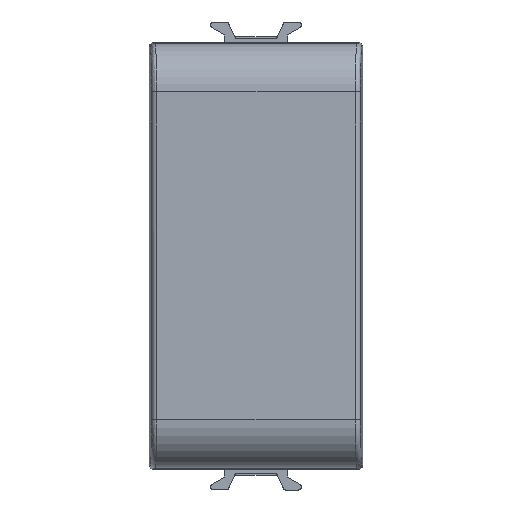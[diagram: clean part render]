
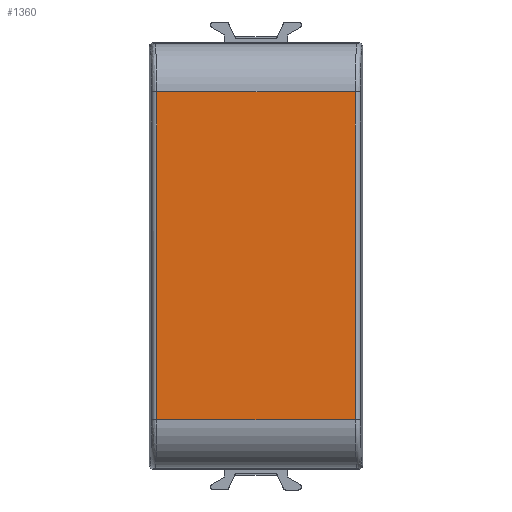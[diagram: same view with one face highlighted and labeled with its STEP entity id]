
A CAD part, top view. The second image highlights one B-rep face of the part: STEP entity #1360.
In plain terms, the highlighted planar face has unit normal (0, 0, 1).
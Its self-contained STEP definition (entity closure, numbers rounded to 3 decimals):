
#1340=AXIS2_PLACEMENT_3D('Plane Axis2P3D',#1337,#1338,#1339) ;
#799=CARTESIAN_POINT('Vertex',(-10.248,16.903,11.2)) ;
#832=CARTESIAN_POINT('Vertex',(-10.248,-16.903,11.2)) ;
#835=CARTESIAN_POINT('Line Origine',(-10.248,0.,11.2)) ;
#1315=CARTESIAN_POINT('Line Origine',(0.,16.903,11.2)) ;
#1319=CARTESIAN_POINT('Vertex',(10.248,16.903,11.2)) ;
#1337=CARTESIAN_POINT('Axis2P3D Location',(0.,0.,11.2)) ;
#1342=CARTESIAN_POINT('Line Origine',(0.,-16.903,11.2)) ;
#1346=CARTESIAN_POINT('Vertex',(10.248,-16.903,11.2)) ;
#1349=CARTESIAN_POINT('Line Origine',(10.248,0.,11.2)) ;
#836=DIRECTION('Vector Direction',(0.,1.,0.)) ;
#1316=DIRECTION('Vector Direction',(1.,0.,0.)) ;
#1338=DIRECTION('Axis2P3D Direction',(0.,0.,-1.)) ;
#1339=DIRECTION('Axis2P3D XDirection',(1.,0.,0.)) ;
#1343=DIRECTION('Vector Direction',(1.,0.,0.)) ;
#1350=DIRECTION('Vector Direction',(0.,1.,0.)) ;
#837=VECTOR('Line Direction',#836,1.) ;
#1317=VECTOR('Line Direction',#1316,1.) ;
#1344=VECTOR('Line Direction',#1343,1.) ;
#1351=VECTOR('Line Direction',#1350,1.) ;
#1355=ORIENTED_EDGE('',*,*,#839,.T.) ;
#1356=ORIENTED_EDGE('',*,*,#1348,.T.) ;
#1357=ORIENTED_EDGE('',*,*,#1353,.F.) ;
#1358=ORIENTED_EDGE('',*,*,#1321,.T.) ;
#1360=ADVANCED_FACE('PartBody',(#1359),#1341,.F.) ;
#839=EDGE_CURVE('',#800,#833,#838,.F.) ;
#1321=EDGE_CURVE('',#1320,#800,#1318,.F.) ;
#1348=EDGE_CURVE('',#833,#1347,#1345,.T.) ;
#1353=EDGE_CURVE('',#1320,#1347,#1352,.F.) ;
#1354=EDGE_LOOP('',(#1355,#1356,#1357,#1358)) ;
#1359=FACE_OUTER_BOUND('',#1354,.T.) ;
#838=LINE('Line',#835,#837) ;
#1318=LINE('Line',#1315,#1317) ;
#1345=LINE('Line',#1342,#1344) ;
#1352=LINE('Line',#1349,#1351) ;
#1341=PLANE('',#1340) ;
#800=VERTEX_POINT('',#799) ;
#833=VERTEX_POINT('',#832) ;
#1320=VERTEX_POINT('',#1319) ;
#1347=VERTEX_POINT('',#1346) ;
